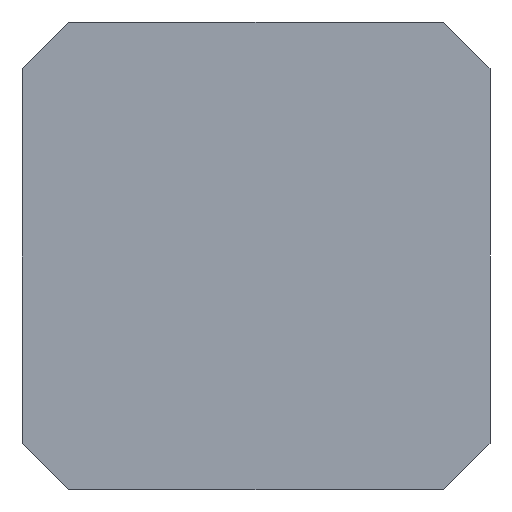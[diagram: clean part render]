
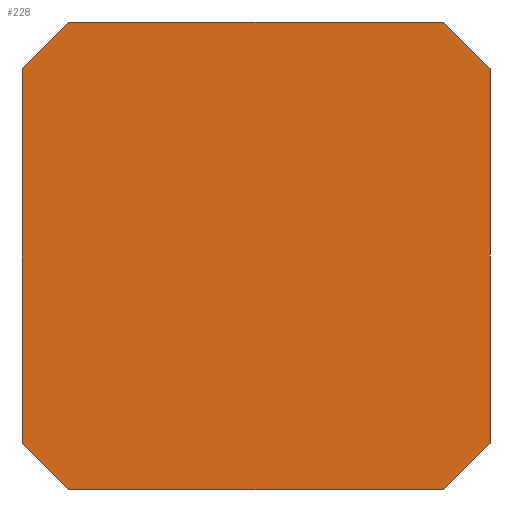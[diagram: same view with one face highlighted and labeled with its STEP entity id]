
A CAD part, front view. The second image highlights one B-rep face of the part: STEP entity #228.
In plain terms, the highlighted planar face has unit normal (0, -1, 0).
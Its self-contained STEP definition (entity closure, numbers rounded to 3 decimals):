
#69 = DIRECTION ( 'NONE',  ( -0.707, 0., 0.707 ) ) ;
#78 = CARTESIAN_POINT ( 'NONE',  ( 42., -68., -4.2 ) ) ;
#93 = ORIENTED_EDGE ( 'NONE', *, *, #1149, .F. ) ;
#114 = VECTOR ( 'NONE', #69, 1000. ) ;
#122 = ORIENTED_EDGE ( 'NONE', *, *, #641, .T. ) ;
#131 = AXIS2_PLACEMENT_3D ( 'NONE', #728, #939, #1169 ) ;
#194 = EDGE_CURVE ( 'NONE', #1102, #1174, #560, .T. ) ;
#228 = ADVANCED_FACE ( 'NONE', ( #698 ), #920, .T. ) ;
#273 = CARTESIAN_POINT ( 'NONE',  ( 4.2, -68., -42. ) ) ;
#284 = DIRECTION ( 'NONE',  ( 0., 0., -1. ) ) ;
#294 = EDGE_CURVE ( 'NONE', #386, #972, #305, .T. ) ;
#305 = LINE ( 'NONE', #1094, #1141 ) ;
#317 = EDGE_CURVE ( 'NONE', #1102, #1137, #1184, .T. ) ;
#376 = LINE ( 'NONE', #389, #1217 ) ;
#385 = VERTEX_POINT ( 'NONE', #78 ) ;
#386 = VERTEX_POINT ( 'NONE', #419 ) ;
#389 = CARTESIAN_POINT ( 'NONE',  ( 42., -68., 0. ) ) ;
#419 = CARTESIAN_POINT ( 'NONE',  ( 37.8, -68., -42. ) ) ;
#498 = CARTESIAN_POINT ( 'NONE',  ( 42., -68., -37.8 ) ) ;
#511 = CARTESIAN_POINT ( 'NONE',  ( 4.2, -68., 0. ) ) ;
#522 = CARTESIAN_POINT ( 'NONE',  ( 0., -68., -4.2 ) ) ;
#551 = CARTESIAN_POINT ( 'NONE',  ( 4.2, -68., -42. ) ) ;
#560 = LINE ( 'NONE', #714, #1103 ) ;
#565 = VECTOR ( 'NONE', #664, 1000. ) ;
#597 = DIRECTION ( 'NONE',  ( 1., 0., 0. ) ) ;
#637 = EDGE_LOOP ( 'NONE', ( #1227, #93, #122, #638, #868, #884, #739, #1016 ) ) ;
#638 = ORIENTED_EDGE ( 'NONE', *, *, #1118, .F. ) ;
#641 = EDGE_CURVE ( 'NONE', #385, #954, #1214, .T. ) ;
#664 = DIRECTION ( 'NONE',  ( 0.707, 0., -0.707 ) ) ;
#670 = LINE ( 'NONE', #811, #947 ) ;
#698 = FACE_OUTER_BOUND ( 'NONE', #637, .T. ) ;
#712 = CARTESIAN_POINT ( 'NONE',  ( 37.8, -68., 0. ) ) ;
#714 = CARTESIAN_POINT ( 'NONE',  ( 0., -68., 0. ) ) ;
#726 = CARTESIAN_POINT ( 'NONE',  ( 37.8, -68., 0. ) ) ;
#728 = CARTESIAN_POINT ( 'NONE',  ( 0., -68., 0. ) ) ;
#739 = ORIENTED_EDGE ( 'NONE', *, *, #317, .T. ) ;
#744 = DIRECTION ( 'NONE',  ( -0.707, 0., -0.707 ) ) ;
#774 = VECTOR ( 'NONE', #744, 1000. ) ;
#811 = CARTESIAN_POINT ( 'NONE',  ( 0., -68., -42. ) ) ;
#868 = ORIENTED_EDGE ( 'NONE', *, *, #1225, .T. ) ;
#884 = ORIENTED_EDGE ( 'NONE', *, *, #194, .F. ) ;
#898 = CARTESIAN_POINT ( 'NONE',  ( 0., -68., -37.8 ) ) ;
#920 = PLANE ( 'NONE',  #131 ) ;
#939 = DIRECTION ( 'NONE',  ( 0., -1., 0. ) ) ;
#947 = VECTOR ( 'NONE', #1132, 1000. ) ;
#954 = VERTEX_POINT ( 'NONE', #712 ) ;
#972 = VERTEX_POINT ( 'NONE', #498 ) ;
#1016 = ORIENTED_EDGE ( 'NONE', *, *, #1134, .F. ) ;
#1034 = DIRECTION ( 'NONE',  ( 0., 0., 1. ) ) ;
#1071 = LINE ( 'NONE', #1397, #774 ) ;
#1094 = CARTESIAN_POINT ( 'NONE',  ( 37.8, -68., -42. ) ) ;
#1102 = VERTEX_POINT ( 'NONE', #898 ) ;
#1103 = VECTOR ( 'NONE', #1034, 1000. ) ;
#1118 = EDGE_CURVE ( 'NONE', #1379, #954, #1248, .T. ) ;
#1132 = DIRECTION ( 'NONE',  ( -1., 0., 0. ) ) ;
#1134 = EDGE_CURVE ( 'NONE', #386, #1137, #670, .T. ) ;
#1137 = VERTEX_POINT ( 'NONE', #273 ) ;
#1141 = VECTOR ( 'NONE', #1209, 1000. ) ;
#1149 = EDGE_CURVE ( 'NONE', #385, #972, #376, .T. ) ;
#1169 = DIRECTION ( 'NONE',  ( 0., 0., -1. ) ) ;
#1174 = VERTEX_POINT ( 'NONE', #522 ) ;
#1184 = LINE ( 'NONE', #551, #565 ) ;
#1209 = DIRECTION ( 'NONE',  ( 0.707, 0., 0.707 ) ) ;
#1214 = LINE ( 'NONE', #726, #114 ) ;
#1217 = VECTOR ( 'NONE', #284, 1000. ) ;
#1225 = EDGE_CURVE ( 'NONE', #1379, #1174, #1071, .T. ) ;
#1227 = ORIENTED_EDGE ( 'NONE', *, *, #294, .T. ) ;
#1248 = LINE ( 'NONE', #1257, #1285 ) ;
#1257 = CARTESIAN_POINT ( 'NONE',  ( 0., -68., 0. ) ) ;
#1285 = VECTOR ( 'NONE', #597, 1000. ) ;
#1379 = VERTEX_POINT ( 'NONE', #511 ) ;
#1397 = CARTESIAN_POINT ( 'NONE',  ( 0., -68., -4.2 ) ) ;
